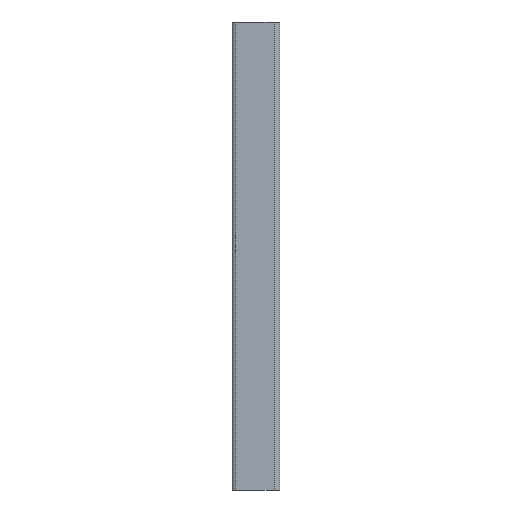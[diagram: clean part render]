
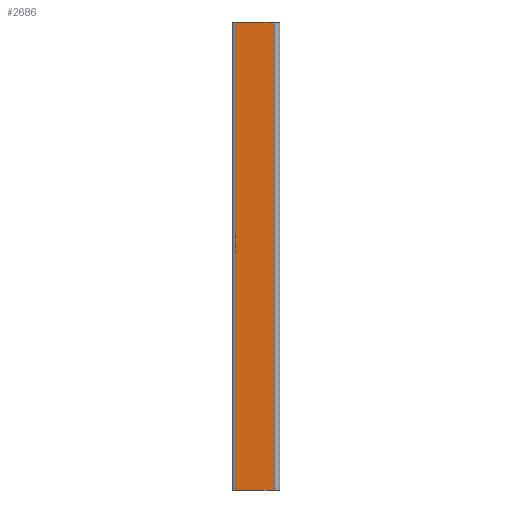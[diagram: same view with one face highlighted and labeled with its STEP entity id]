
A CAD part, left-side view. The second image highlights one B-rep face of the part: STEP entity #2686.
In plain terms, the highlighted planar face has unit normal (-1, 0, 0).
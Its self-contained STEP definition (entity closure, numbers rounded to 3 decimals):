
#6 = LINE ( 'NONE', #1647, #2440 ) ;
#16 = VERTEX_POINT ( 'NONE', #2371 ) ;
#94 = EDGE_CURVE ( 'NONE', #16, #1190, #2108, .T. ) ;
#239 = ORIENTED_EDGE ( 'NONE', *, *, #94, .T. ) ;
#303 = AXIS2_PLACEMENT_3D ( 'NONE', #990, #2061, #2053 ) ;
#410 = ORIENTED_EDGE ( 'NONE', *, *, #1918, .F. ) ;
#718 = CARTESIAN_POINT ( 'NONE',  ( -20.5, 5., 400. ) ) ;
#824 = LINE ( 'NONE', #1458, #1392 ) ;
#990 = CARTESIAN_POINT ( 'NONE',  ( -20.5, 5., 400. ) ) ;
#1002 = FACE_OUTER_BOUND ( 'NONE', #2181, .T. ) ;
#1168 = CARTESIAN_POINT ( 'NONE',  ( -20.5, 5., 0. ) ) ;
#1190 = VERTEX_POINT ( 'NONE', #1168 ) ;
#1392 = VECTOR ( 'NONE', #1413, 1000. ) ;
#1413 = DIRECTION ( 'NONE',  ( 0., 0., -1. ) ) ;
#1458 = CARTESIAN_POINT ( 'NONE',  ( -20.5, 5., 400. ) ) ;
#1647 = CARTESIAN_POINT ( 'NONE',  ( -20.5, 38., 400. ) ) ;
#1765 = VECTOR ( 'NONE', #1917, 1000. ) ;
#1894 = DIRECTION ( 'NONE',  ( 0., 0., -1. ) ) ;
#1917 = DIRECTION ( 'NONE',  ( 0., -1., 0. ) ) ;
#1918 = EDGE_CURVE ( 'NONE', #2222, #2121, #2211, .T. ) ;
#2053 = DIRECTION ( 'NONE',  ( 0., 0., -1. ) ) ;
#2061 = DIRECTION ( 'NONE',  ( 1., 0., 0. ) ) ;
#2074 = PLANE ( 'NONE',  #303 ) ;
#2108 = LINE ( 'NONE', #2394, #1765 ) ;
#2121 = VERTEX_POINT ( 'NONE', #718 ) ;
#2155 = ORIENTED_EDGE ( 'NONE', *, *, #2262, .F. ) ;
#2181 = EDGE_LOOP ( 'NONE', ( #239, #2155, #410, #2198 ) ) ;
#2198 = ORIENTED_EDGE ( 'NONE', *, *, #2518, .T. ) ;
#2211 = LINE ( 'NONE', #2450, #2760 ) ;
#2222 = VERTEX_POINT ( 'NONE', #2302 ) ;
#2262 = EDGE_CURVE ( 'NONE', #2121, #1190, #824, .T. ) ;
#2302 = CARTESIAN_POINT ( 'NONE',  ( -20.5, 38., 400. ) ) ;
#2371 = CARTESIAN_POINT ( 'NONE',  ( -20.5, 38., 0. ) ) ;
#2394 = CARTESIAN_POINT ( 'NONE',  ( -20.5, 5., 0. ) ) ;
#2440 = VECTOR ( 'NONE', #1894, 1000. ) ;
#2450 = CARTESIAN_POINT ( 'NONE',  ( -20.5, 5., 400. ) ) ;
#2514 = DIRECTION ( 'NONE',  ( 0., -1., 0. ) ) ;
#2518 = EDGE_CURVE ( 'NONE', #2222, #16, #6, .T. ) ;
#2686 = ADVANCED_FACE ( 'NONE', ( #1002 ), #2074, .F. ) ;
#2760 = VECTOR ( 'NONE', #2514, 1000. ) ;
